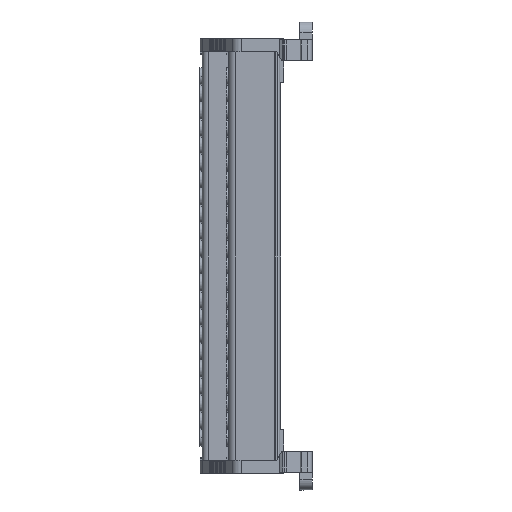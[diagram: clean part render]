
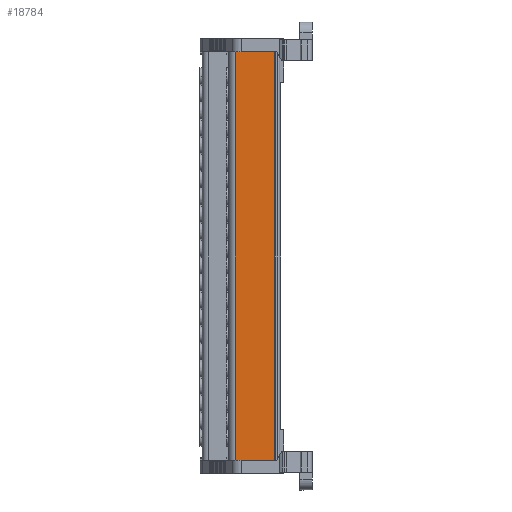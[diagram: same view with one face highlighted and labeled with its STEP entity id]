
A CAD part, left-side view. The second image highlights one B-rep face of the part: STEP entity #18784.
In plain terms, the highlighted planar face has unit normal (-1, 0.018, 0).
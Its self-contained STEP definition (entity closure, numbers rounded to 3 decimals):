
#73 = CARTESIAN_POINT ( 'NONE',  ( -63.642, 37.602, -36.098 ) ) ;
#94 = LINE ( 'NONE', #73, #94608 ) ;
#114 = DIRECTION ( 'NONE',  ( -0.017, -1., 0. ) ) ;
#11523 = VERTEX_POINT ( 'NONE', #64660 ) ;
#11544 = VERTEX_POINT ( 'NONE', #64787 ) ;
#11707 = VERTEX_POINT ( 'NONE', #64931 ) ;
#11739 = VERTEX_POINT ( 'NONE', #64873 ) ;
#15836 = EDGE_CURVE ( 'NONE', #11707, #11739, #69058, .T. ) ;
#15907 = EDGE_CURVE ( 'NONE', #11544, #11739, #69381, .T. ) ;
#15958 = EDGE_CURVE ( 'NONE', #11707, #11523, #68502, .T. ) ;
#18784 = ADVANCED_FACE ( 'NONE', ( #82817 ), #82776, .F. ) ;
#26931 = EDGE_CURVE ( 'NONE', #11544, #11523, #94, .T. ) ;
#38329 = EDGE_LOOP ( 'NONE', ( #67696, #68085, #67746, #68040 ) ) ;
#59573 = VECTOR ( 'NONE', #68491, 1000. ) ;
#64660 = CARTESIAN_POINT ( 'NONE',  ( -64.043, 14.654, -36.098 ) ) ;
#64787 = CARTESIAN_POINT ( 'NONE',  ( -63.712, 33.604, -36.098 ) ) ;
#64873 = CARTESIAN_POINT ( 'NONE',  ( -63.712, 33.604, 148.972 ) ) ;
#64931 = CARTESIAN_POINT ( 'NONE',  ( -64.043, 14.654, 148.972 ) ) ;
#67696 = ORIENTED_EDGE ( 'NONE', *, *, #15958, .F. ) ;
#67746 = ORIENTED_EDGE ( 'NONE', *, *, #15907, .F. ) ;
#68040 = ORIENTED_EDGE ( 'NONE', *, *, #26931, .T. ) ;
#68085 = ORIENTED_EDGE ( 'NONE', *, *, #15836, .T. ) ;
#68491 = DIRECTION ( 'NONE',  ( 0., 0., -1. ) ) ;
#68502 = LINE ( 'NONE', #68512, #59573 ) ;
#68512 = CARTESIAN_POINT ( 'NONE',  ( -64.043, 14.654, -36.794 ) ) ;
#69058 = LINE ( 'NONE', #69076, #71509 ) ;
#69073 = DIRECTION ( 'NONE',  ( 0.017, 1., 0. ) ) ;
#69076 = CARTESIAN_POINT ( 'NONE',  ( -63.642, 37.602, 148.972 ) ) ;
#69328 = DIRECTION ( 'NONE',  ( 0., 0., 1. ) ) ;
#69374 = CARTESIAN_POINT ( 'NONE',  ( -63.712, 33.604, -36.794 ) ) ;
#69381 = LINE ( 'NONE', #69374, #71642 ) ;
#71509 = VECTOR ( 'NONE', #69073, 1000. ) ;
#71642 = VECTOR ( 'NONE', #69328, 1000. ) ;
#82752 = DIRECTION ( 'NONE',  ( 0.017, 1., 0. ) ) ;
#82769 = DIRECTION ( 'NONE',  ( 1., -0.017, 0. ) ) ;
#82776 = PLANE ( 'NONE',  #84018 ) ;
#82798 = CARTESIAN_POINT ( 'NONE',  ( -63.642, 37.602, -36.794 ) ) ;
#82817 = FACE_OUTER_BOUND ( 'NONE', #38329, .T. ) ;
#84018 = AXIS2_PLACEMENT_3D ( 'NONE', #82798, #82769, #82752 ) ;
#94608 = VECTOR ( 'NONE', #114, 1000. ) ;
